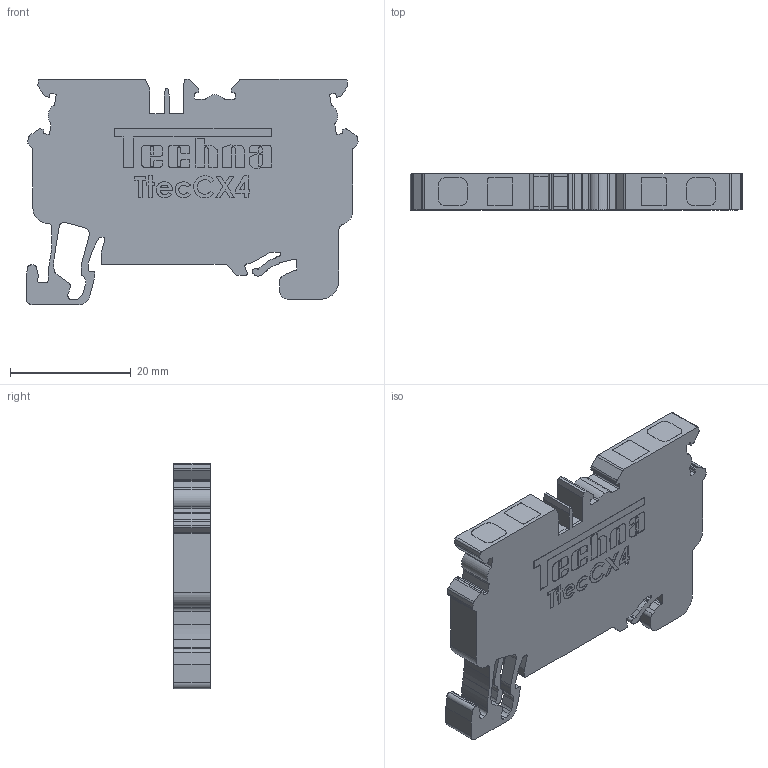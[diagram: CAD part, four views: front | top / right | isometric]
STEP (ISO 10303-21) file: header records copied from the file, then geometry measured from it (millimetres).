
FILE_DESCRIPTION (( 'STEP AP214' ), '1' );
FILE_NAME ('TtecCX4.STEP', '2020-07-21T10:34:44', ( '' ), ( '' ), 'SwSTEP 2.0', 'SolidWorks 2020', '' );
FILE_SCHEMA (( 'AUTOMOTIVE_DESIGN' ));
Length unit declared in the file: millimetre
Products named in the file (1): TtecCX4
Bounding box: 55.1 x 6 x 37.4 mm (x, y, z)
Volume: 8831.5 mm3; surface area: 5701.7 mm2
Topology: 1 solids, 2 shells, 826 faces, 2354 edges, 1568 vertices
Faces by surface type: plane 473, cylinder 301, bspline 50, cone 2
Entity records: 34555 total; most frequent: CARTESIAN_POINT 8017, ORIENTED_EDGE 4708, DIRECTION 4378, EDGE_CURVE 2354, VECTOR 1640, LINE 1640, VERTEX_POINT 1568, AXIS2_PLACEMENT_3D 1369
